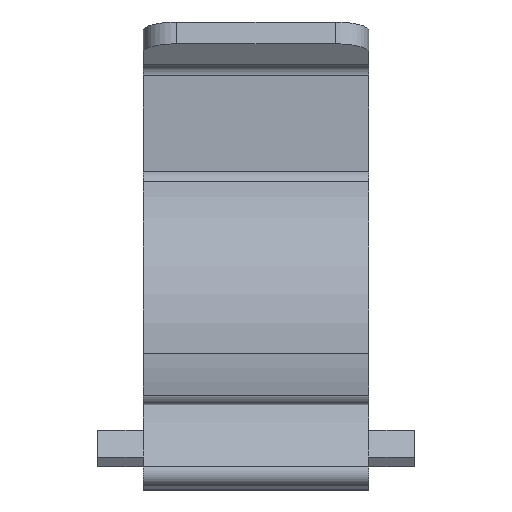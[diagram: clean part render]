
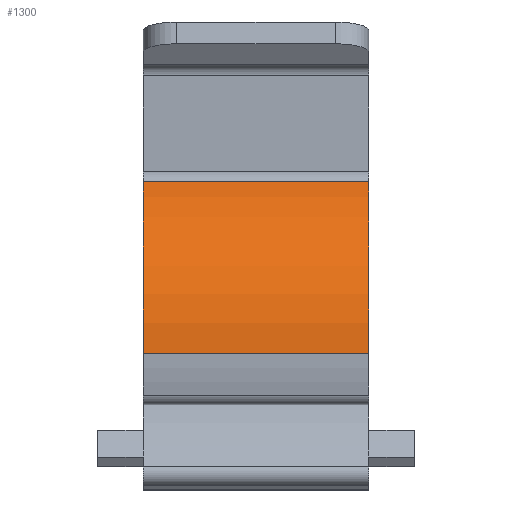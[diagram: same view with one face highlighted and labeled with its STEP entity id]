
A CAD part, front view. The second image highlights one B-rep face of the part: STEP entity #1300.
In plain terms, the highlighted cylindrical face has radius 17 mm (diameter 34 mm), a partial arc.
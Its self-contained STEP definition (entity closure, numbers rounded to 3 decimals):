
#548=CARTESIAN_POINT('',(20.0,-7.556,15.229));
#549=VERTEX_POINT('',#548);
#557=CARTESIAN_POINT('',(20.0,-17.,0.0));
#558=VERTEX_POINT('',#557);
#559=CARTESIAN_POINT('',(20.0,0.0,0.0));
#560=DIRECTION('',(1.0,0.0,0.0));
#561=DIRECTION('',(0.0,-0.412,0.911));
#562=AXIS2_PLACEMENT_3D('',#559,#560,#561);
#563=CIRCLE('',#562,17.0);
#564=EDGE_CURVE('',#549,#558,#563,.T.);
#897=CARTESIAN_POINT('',(0.0,-17.,0.0));
#898=VERTEX_POINT('',#897);
#906=CARTESIAN_POINT('',(0.0,-7.556,15.229));
#907=VERTEX_POINT('',#906);
#908=CARTESIAN_POINT('',(0.0,0.0,0.0));
#909=DIRECTION('',(1.0,0.0,0.0));
#910=DIRECTION('',(0.0,-0.412,0.911));
#911=AXIS2_PLACEMENT_3D('',#908,#909,#910);
#912=CIRCLE('',#911,17.0);
#913=EDGE_CURVE('',#907,#898,#912,.T.);
#1268=CARTESIAN_POINT('',(0.0,-7.556,15.229));
#1269=DIRECTION('',(1.0,0.0,0.0));
#1270=VECTOR('',#1269,20.0);
#1271=LINE('',#1268,#1270);
#1272=EDGE_CURVE('',#907,#549,#1271,.T.);
#1284=CARTESIAN_POINT('',(0.0,0.0,0.0));
#1285=DIRECTION('',(1.0,0.0,0.0));
#1286=DIRECTION('',(0.0,-0.412,0.911));
#1287=AXIS2_PLACEMENT_3D('',#1284,#1285,#1286);
#1288=CYLINDRICAL_SURFACE('',#1287,17.);
#1289=ORIENTED_EDGE('',*,*,#1272,.F.);
#1290=ORIENTED_EDGE('',*,*,#913,.T.);
#1291=CARTESIAN_POINT('',(0.0,-17.,0.0));
#1292=DIRECTION('',(1.0,0.0,0.0));
#1293=VECTOR('',#1292,20.0);
#1294=LINE('',#1291,#1293);
#1295=EDGE_CURVE('',#898,#558,#1294,.T.);
#1296=ORIENTED_EDGE('',*,*,#1295,.T.);
#1297=ORIENTED_EDGE('',*,*,#564,.F.);
#1298=EDGE_LOOP('',(#1289,#1290,#1296,#1297));
#1299=FACE_OUTER_BOUND('',#1298,.T.);
#1300=ADVANCED_FACE('',(#1299),#1288,.T.);
